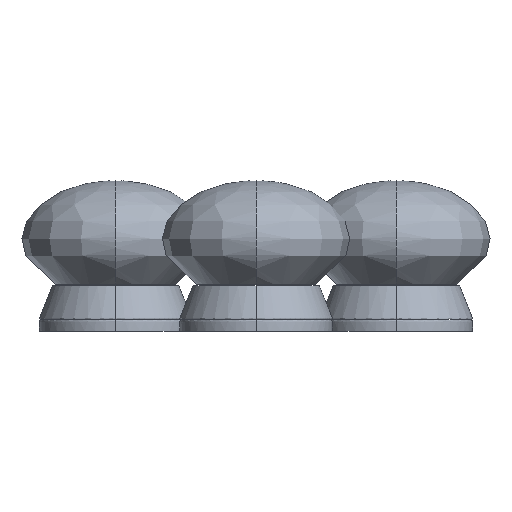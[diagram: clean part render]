
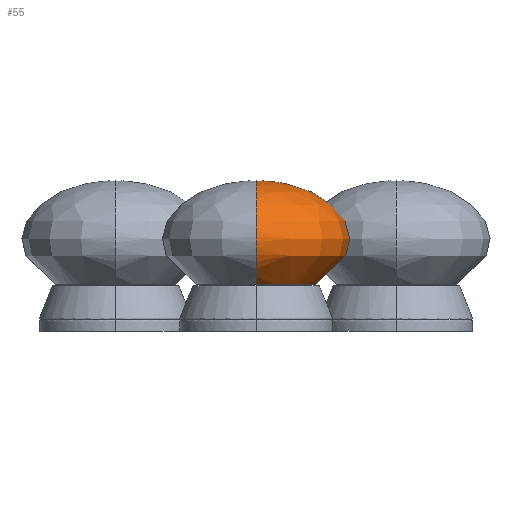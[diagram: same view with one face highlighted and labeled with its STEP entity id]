
A CAD part, left-side view. The second image highlights one B-rep face of the part: STEP entity #55.
In plain terms, the highlighted free-form (B-spline) face has degree [2, 3] with [5, 7] control points.
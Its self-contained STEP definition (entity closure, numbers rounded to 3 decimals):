
#55=ADVANCED_FACE('',(#113),#731,.T.);
#113=FACE_OUTER_BOUND('',#171,.T.);
#171=EDGE_LOOP('',(#258,#259,#260));
#258=ORIENTED_EDGE('',*,*,#432,.T.);
#259=ORIENTED_EDGE('',*,*,#431,.F.);
#260=ORIENTED_EDGE('',*,*,#430,.T.);
#430=EDGE_CURVE('',#635,#637,#583,.T.);
#431=EDGE_CURVE('',#635,#636,#522,.T.);
#432=EDGE_CURVE('',#637,#636,#523,.T.);
#522=B_SPLINE_CURVE_WITH_KNOTS('',3,(#1453,#1454,#1455,#1456,#1457,#1458,
#1459),.UNSPECIFIED.,.F.,.F.,(4,3,4),(0.,7.507,15.406),
 .UNSPECIFIED.);
#523=B_SPLINE_CURVE_WITH_KNOTS('',3,(#1460,#1461,#1462,#1463,#1464,#1465,
#1466),.UNSPECIFIED.,.F.,.F.,(4,3,4),(0.,7.507,15.406),
 .UNSPECIFIED.);
#583=(
BOUNDED_CURVE()
B_SPLINE_CURVE(2,(#1448,#1449,#1450,#1451,#1452),.UNSPECIFIED.,.F.,.F.)
B_SPLINE_CURVE_WITH_KNOTS((3,2,3),(0.,12.561,25.122),
 .UNSPECIFIED.)
CURVE()
GEOMETRIC_REPRESENTATION_ITEM()
RATIONAL_B_SPLINE_CURVE((1.,0.707,1.,0.707,1.))
REPRESENTATION_ITEM('')
);
#635=VERTEX_POINT('',#1445);
#636=VERTEX_POINT('',#1446);
#637=VERTEX_POINT('',#1447);
#731=(
BOUNDED_SURFACE()
B_SPLINE_SURFACE(2,3,((#1374,#1375,#1376,#1377,#1378,#1379,#1380),(#1381,
#1382,#1383,#1384,#1385,#1386,#1387),(#1388,#1389,#1390,#1391,#1392,#1393,
#1394),(#1395,#1396,#1397,#1398,#1399,#1400,#1401),(#1402,#1403,#1404,#1405,
#1406,#1407,#1408)),.UNSPECIFIED.,.F.,.F.,.F.)
B_SPLINE_SURFACE_WITH_KNOTS((3,2,3),(4,3,4),(0.,12.561,25.122),
(0.,7.507,15.406),.UNSPECIFIED.)
GEOMETRIC_REPRESENTATION_ITEM()
RATIONAL_B_SPLINE_SURFACE(((1.,1.,1.,1.,1.,1.,1.),(0.707,0.707,
0.707,0.707,0.707,0.707,
0.707),(1.,1.,1.,1.,1.,1.,1.),(0.707,0.707,
0.707,0.707,0.707,0.707,
0.707),(1.,1.,1.,1.,1.,1.,1.)))
REPRESENTATION_ITEM('')
SURFACE()
);
#1374=CARTESIAN_POINT('',(-427.176,160.768,40.235));
#1375=CARTESIAN_POINT('',(-452.288,160.768,53.238));
#1376=CARTESIAN_POINT('',(-462.397,160.768,74.6));
#1377=CARTESIAN_POINT('',(-452.225,160.768,94.191));
#1378=CARTESIAN_POINT('',(-441.52,160.768,114.808));
#1379=CARTESIAN_POINT('',(-410.791,160.768,128.772));
#1380=CARTESIAN_POINT('',(-376.109,160.768,128.782));
#1381=CARTESIAN_POINT('',(-427.176,109.701,40.235));
#1382=CARTESIAN_POINT('',(-452.288,84.589,53.238));
#1383=CARTESIAN_POINT('',(-462.397,74.479,74.6));
#1384=CARTESIAN_POINT('',(-452.225,84.651,94.191));
#1385=CARTESIAN_POINT('',(-441.52,95.356,114.808));
#1386=CARTESIAN_POINT('',(-410.791,126.086,128.772));
#1387=CARTESIAN_POINT('',(-376.109,160.768,128.782));
#1388=CARTESIAN_POINT('',(-376.109,109.701,40.235));
#1389=CARTESIAN_POINT('',(-376.109,84.589,53.238));
#1390=CARTESIAN_POINT('',(-376.109,74.479,74.6));
#1391=CARTESIAN_POINT('',(-376.109,84.651,94.191));
#1392=CARTESIAN_POINT('',(-376.109,95.356,114.808));
#1393=CARTESIAN_POINT('',(-376.109,126.086,128.772));
#1394=CARTESIAN_POINT('',(-376.109,160.768,128.782));
#1395=CARTESIAN_POINT('',(-325.042,109.701,40.235));
#1396=CARTESIAN_POINT('',(-299.929,84.589,53.238));
#1397=CARTESIAN_POINT('',(-289.82,74.479,74.6));
#1398=CARTESIAN_POINT('',(-299.992,84.651,94.191));
#1399=CARTESIAN_POINT('',(-310.697,95.356,114.808));
#1400=CARTESIAN_POINT('',(-341.427,126.086,128.772));
#1401=CARTESIAN_POINT('',(-376.109,160.768,128.782));
#1402=CARTESIAN_POINT('',(-325.042,160.768,40.235));
#1403=CARTESIAN_POINT('',(-299.929,160.768,53.238));
#1404=CARTESIAN_POINT('',(-289.82,160.768,74.6));
#1405=CARTESIAN_POINT('',(-299.992,160.768,94.191));
#1406=CARTESIAN_POINT('',(-310.697,160.768,114.808));
#1407=CARTESIAN_POINT('',(-341.427,160.768,128.772));
#1408=CARTESIAN_POINT('',(-376.109,160.768,128.782));
#1445=CARTESIAN_POINT('',(-427.176,160.768,40.235));
#1446=CARTESIAN_POINT('',(-376.109,160.768,128.782));
#1447=CARTESIAN_POINT('',(-325.042,160.768,40.235));
#1448=CARTESIAN_POINT('',(-427.176,160.768,40.235));
#1449=CARTESIAN_POINT('',(-427.176,109.701,40.235));
#1450=CARTESIAN_POINT('',(-376.109,109.701,40.235));
#1451=CARTESIAN_POINT('',(-325.042,109.701,40.235));
#1452=CARTESIAN_POINT('',(-325.042,160.768,40.235));
#1453=CARTESIAN_POINT('',(-427.176,160.768,40.235));
#1454=CARTESIAN_POINT('',(-452.288,160.768,53.238));
#1455=CARTESIAN_POINT('',(-462.397,160.768,74.6));
#1456=CARTESIAN_POINT('',(-452.225,160.768,94.191));
#1457=CARTESIAN_POINT('',(-441.52,160.768,114.808));
#1458=CARTESIAN_POINT('',(-410.791,160.768,128.772));
#1459=CARTESIAN_POINT('',(-376.109,160.768,128.782));
#1460=CARTESIAN_POINT('',(-325.042,160.768,40.235));
#1461=CARTESIAN_POINT('',(-299.929,160.768,53.238));
#1462=CARTESIAN_POINT('',(-289.82,160.768,74.6));
#1463=CARTESIAN_POINT('',(-299.992,160.768,94.191));
#1464=CARTESIAN_POINT('',(-310.697,160.768,114.808));
#1465=CARTESIAN_POINT('',(-341.427,160.768,128.772));
#1466=CARTESIAN_POINT('',(-376.109,160.768,128.782));
